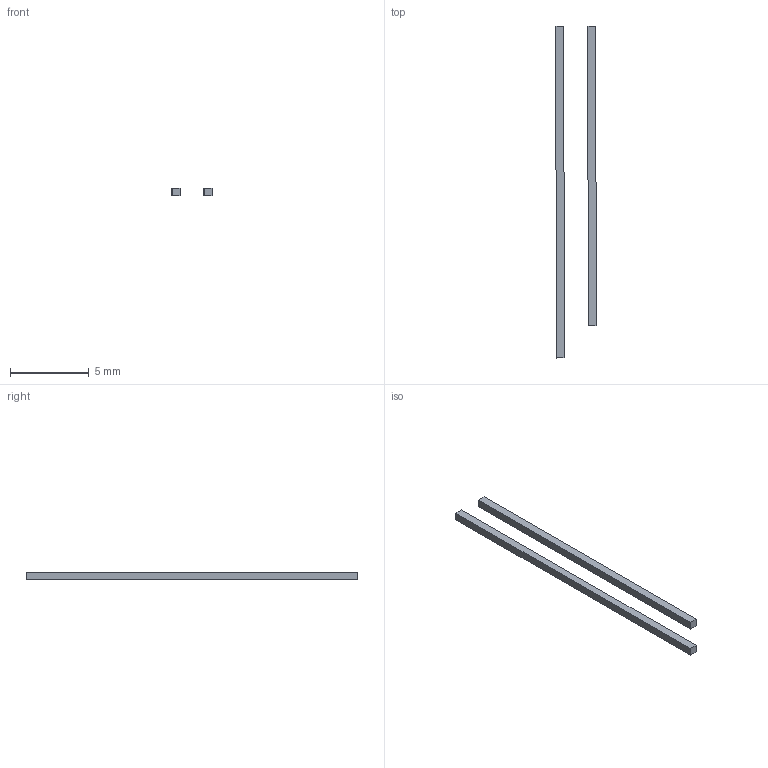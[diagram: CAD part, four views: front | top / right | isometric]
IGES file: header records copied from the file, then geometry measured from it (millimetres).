
Start section: SolidWorks IGES file using analytic representation for surfaces
Global section: file name: L63D.IGS; native system: SolidWorks 2018; preprocessor: SolidWorks 2018; author: chwang; date: 200609.093437; units: inch
Bounding box: 2.54 x 21.08 x 0.51 mm (x, y, z)
Volume: 10.4 mm3; surface area: 82.6 mm2
Topology: 2 solids, 2 shells, 12 faces, 24 edges, 16 vertices
Faces by surface type: plane 12
